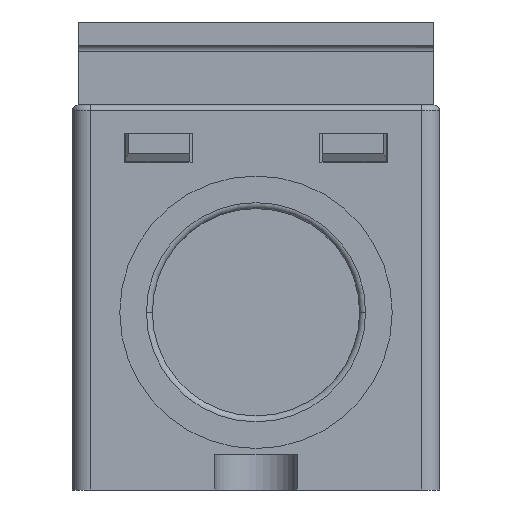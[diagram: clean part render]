
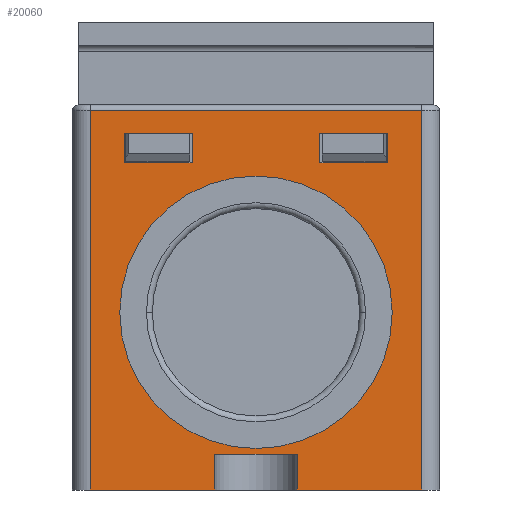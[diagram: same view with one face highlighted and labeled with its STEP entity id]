
A CAD part, front view. The second image highlights one B-rep face of the part: STEP entity #20060.
In plain terms, the highlighted face is planar.
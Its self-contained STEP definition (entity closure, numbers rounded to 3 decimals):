
#927=DIRECTION('',(-1.,0.,0.));
#928=VECTOR('',#927,28.);
#929=CARTESIAN_POINT('',(14.,32.,-61.5));
#930=LINE('',#929,#928);
#960=DIRECTION('',(0.,-1.,0.));
#961=VECTOR('',#960,32.);
#962=CARTESIAN_POINT('',(-14.,32.,-61.5));
#963=LINE('',#962,#961);
#964=DIRECTION('',(-1.,0.,0.));
#965=VECTOR('',#964,5.7);
#966=CARTESIAN_POINT('',(11.1,27.6,-61.5));
#967=LINE('',#966,#965);
#968=DIRECTION('',(0.,1.,0.));
#969=VECTOR('',#968,2.5);
#970=CARTESIAN_POINT('',(5.4,27.6,-61.5));
#971=LINE('',#970,#969);
#972=DIRECTION('',(1.,0.,0.));
#973=VECTOR('',#972,5.7);
#974=CARTESIAN_POINT('',(5.4,30.1,-61.5));
#975=LINE('',#974,#973);
#976=DIRECTION('',(0.,-1.,0.));
#977=VECTOR('',#976,2.5);
#978=CARTESIAN_POINT('',(11.1,30.1,-61.5));
#979=LINE('',#978,#977);
#980=DIRECTION('',(-1.,0.,0.));
#981=VECTOR('',#980,5.7);
#982=CARTESIAN_POINT('',(-5.4,27.6,-61.5));
#983=LINE('',#982,#981);
#984=DIRECTION('',(0.,1.,0.));
#985=VECTOR('',#984,2.5);
#986=CARTESIAN_POINT('',(-11.1,27.6,-61.5));
#987=LINE('',#986,#985);
#988=DIRECTION('',(1.,0.,0.));
#989=VECTOR('',#988,5.7);
#990=CARTESIAN_POINT('',(-11.1,30.1,-61.5));
#991=LINE('',#990,#989);
#992=DIRECTION('',(0.,-1.,0.));
#993=VECTOR('',#992,2.5);
#994=CARTESIAN_POINT('',(-5.4,30.1,-61.5));
#995=LINE('',#994,#993);
#996=DIRECTION('',(-1.,0.,0.));
#997=VECTOR('',#996,10.5);
#998=CARTESIAN_POINT('',(-3.5,0.,-61.5));
#999=LINE('',#998,#997);
#1000=DIRECTION('',(0.,1.,0.));
#1001=VECTOR('',#1000,3.);
#1002=CARTESIAN_POINT('',(-3.5,0.,-61.5));
#1003=LINE('',#1002,#1001);
#1004=DIRECTION('',(-1.,0.,0.));
#1005=VECTOR('',#1004,7.);
#1006=CARTESIAN_POINT('',(3.5,3.,-61.5));
#1007=LINE('',#1006,#1005);
#1008=DIRECTION('',(0.,1.,0.));
#1009=VECTOR('',#1008,3.);
#1010=CARTESIAN_POINT('',(3.5,0.,-61.5));
#1011=LINE('',#1010,#1009);
#1012=DIRECTION('',(-1.,0.,0.));
#1013=VECTOR('',#1012,10.5);
#1014=CARTESIAN_POINT('',(14.,0.,-61.5));
#1015=LINE('',#1014,#1013);
#1092=DIRECTION('',(0.,-1.,0.));
#1093=VECTOR('',#1092,32.);
#1094=CARTESIAN_POINT('',(14.,32.,-61.5));
#1095=LINE('',#1094,#1093);
#14103=CARTESIAN_POINT('',(0.,15.,-61.5));
#14104=DIRECTION('',(0.,0.,1.));
#14105=DIRECTION('',(1.,0.,0.));
#14106=AXIS2_PLACEMENT_3D('',#14103,#14104,#14105);
#14121=CARTESIAN_POINT('',(0.,15.,-61.5));
#14122=DIRECTION('',(0.,0.,1.));
#14123=DIRECTION('',(-1.,0.,0.));
#14124=AXIS2_PLACEMENT_3D('',#14121,#14122,#14123);
#14392=CARTESIAN_POINT('',(14.,0.,-61.5));
#14394=VERTEX_POINT('',#14392);
#14575=CARTESIAN_POINT('',(-10.2,15.,-61.5));
#14576=CARTESIAN_POINT('',(10.2,15.,-61.5));
#14577=VERTEX_POINT('',#14575);
#14578=VERTEX_POINT('',#14576);
#14639=CARTESIAN_POINT('',(3.5,3.,-61.5));
#14640=CARTESIAN_POINT('',(-3.5,3.,-61.5));
#14641=VERTEX_POINT('',#14639);
#14642=VERTEX_POINT('',#14640);
#14643=CARTESIAN_POINT('',(3.5,0.,-61.5));
#14644=VERTEX_POINT('',#14643);
#14645=CARTESIAN_POINT('',(-3.5,0.,-61.5));
#14646=VERTEX_POINT('',#14645);
#14651=CARTESIAN_POINT('',(-14.,0.,-61.5));
#14652=VERTEX_POINT('',#14651);
#14657=CARTESIAN_POINT('',(11.1,27.6,-61.5));
#14658=CARTESIAN_POINT('',(5.4,27.6,-61.5));
#14659=VERTEX_POINT('',#14657);
#14660=VERTEX_POINT('',#14658);
#14661=CARTESIAN_POINT('',(5.4,30.1,-61.5));
#14662=VERTEX_POINT('',#14661);
#14663=CARTESIAN_POINT('',(11.1,30.1,-61.5));
#14664=VERTEX_POINT('',#14663);
#14665=CARTESIAN_POINT('',(-5.4,27.6,-61.5));
#14666=CARTESIAN_POINT('',(-11.1,27.6,-61.5));
#14667=VERTEX_POINT('',#14665);
#14668=VERTEX_POINT('',#14666);
#14669=CARTESIAN_POINT('',(-11.1,30.1,-61.5));
#14670=VERTEX_POINT('',#14669);
#14671=CARTESIAN_POINT('',(-5.4,30.1,-61.5));
#14672=VERTEX_POINT('',#14671);
#14699=CARTESIAN_POINT('',(14.,32.,-61.5));
#14700=VERTEX_POINT('',#14699);
#14703=CARTESIAN_POINT('',(-14.,32.,-61.5));
#14704=VERTEX_POINT('',#14703);
#20015=CARTESIAN_POINT('',(0.,0.,-61.5));
#20016=DIRECTION('',(0.,0.,-1.));
#20017=DIRECTION('',(1.,0.,0.));
#20018=AXIS2_PLACEMENT_3D('',#20015,#20016,#20017);
#20019=PLANE('',#20018);
#20020=ORIENTED_EDGE('',*,*,#19983,.T.);
#20021=ORIENTED_EDGE('',*,*,#20010,.T.);
#20022=ORIENTED_EDGE('',*,*,#19480,.F.);
#20024=ORIENTED_EDGE('',*,*,#20023,.T.);
#20026=ORIENTED_EDGE('',*,*,#20025,.F.);
#20028=ORIENTED_EDGE('',*,*,#20027,.F.);
#20029=ORIENTED_EDGE('',*,*,#19472,.F.);
#20031=ORIENTED_EDGE('',*,*,#20030,.F.);
#20032=EDGE_LOOP('',(#20020,#20021,#20022,#20024,#20026,#20028,#20029,#20031));
#20033=FACE_OUTER_BOUND('',#20032,.F.);
#20035=ORIENTED_EDGE('',*,*,#20034,.T.);
#20037=ORIENTED_EDGE('',*,*,#20036,.T.);
#20039=ORIENTED_EDGE('',*,*,#20038,.T.);
#20041=ORIENTED_EDGE('',*,*,#20040,.T.);
#20042=EDGE_LOOP('',(#20035,#20037,#20039,#20041));
#20043=FACE_BOUND('',#20042,.F.);
#20045=ORIENTED_EDGE('',*,*,#20044,.F.);
#20047=ORIENTED_EDGE('',*,*,#20046,.F.);
#20048=EDGE_LOOP('',(#20045,#20047));
#20049=FACE_BOUND('',#20048,.F.);
#20051=ORIENTED_EDGE('',*,*,#20050,.T.);
#20053=ORIENTED_EDGE('',*,*,#20052,.T.);
#20055=ORIENTED_EDGE('',*,*,#20054,.T.);
#20057=ORIENTED_EDGE('',*,*,#20056,.T.);
#20058=EDGE_LOOP('',(#20051,#20053,#20055,#20057));
#20059=FACE_BOUND('',#20058,.F.);
#14107=CIRCLE('',#14106,10.2);
#14125=CIRCLE('',#14124,10.2);
#19472=EDGE_CURVE('',#14394,#14644,#1015,.T.);
#19480=EDGE_CURVE('',#14646,#14652,#999,.T.);
#19983=EDGE_CURVE('',#14700,#14704,#930,.T.);
#20010=EDGE_CURVE('',#14704,#14652,#963,.T.);
#20023=EDGE_CURVE('',#14646,#14642,#1003,.T.);
#20025=EDGE_CURVE('',#14641,#14642,#1007,.T.);
#20027=EDGE_CURVE('',#14644,#14641,#1011,.T.);
#20030=EDGE_CURVE('',#14700,#14394,#1095,.T.);
#20034=EDGE_CURVE('',#14667,#14668,#983,.T.);
#20036=EDGE_CURVE('',#14668,#14670,#987,.T.);
#20038=EDGE_CURVE('',#14670,#14672,#991,.T.);
#20040=EDGE_CURVE('',#14672,#14667,#995,.T.);
#20044=EDGE_CURVE('',#14578,#14577,#14107,.T.);
#20046=EDGE_CURVE('',#14577,#14578,#14125,.T.);
#20050=EDGE_CURVE('',#14659,#14660,#967,.T.);
#20052=EDGE_CURVE('',#14660,#14662,#971,.T.);
#20054=EDGE_CURVE('',#14662,#14664,#975,.T.);
#20056=EDGE_CURVE('',#14664,#14659,#979,.T.);
#20060=ADVANCED_FACE('',(#20033,#20043,#20049,#20059),#20019,.T.);
